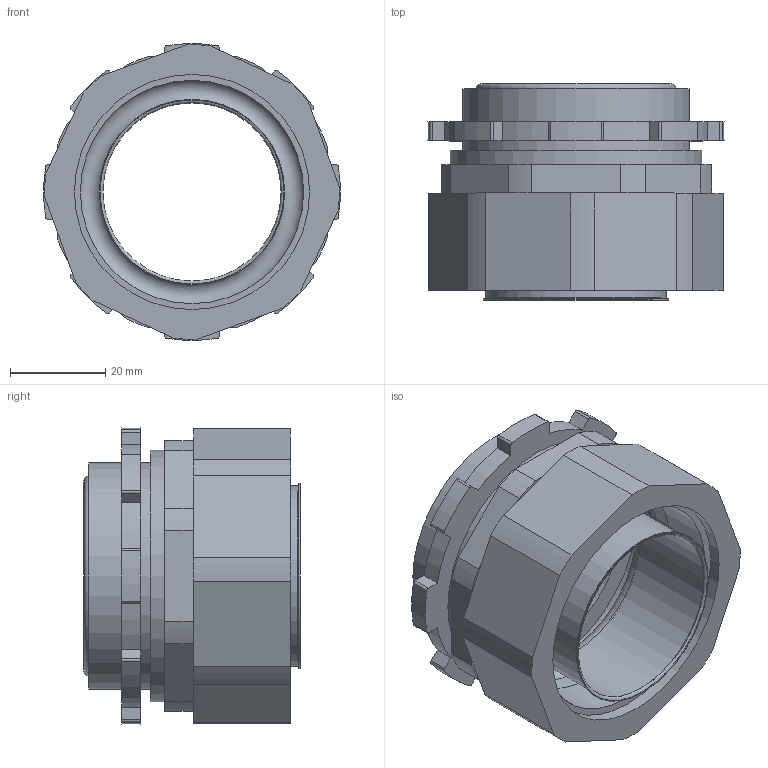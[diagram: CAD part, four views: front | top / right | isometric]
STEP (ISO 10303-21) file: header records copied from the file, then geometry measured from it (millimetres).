
FILE_DESCRIPTION(('STEP AP203'), '1');
FILE_NAME('Ìóôòà ââîäíàÿ äëÿ ìåòàëëîðóêàâà ÂÌ-38 ãàéêà ïîä ðîæêîâûé êëþ÷', '', ('UNSPECIFIED'), ('UNSPECIFIED'), 'ASCON STEP Converter 1.6', 'ASCON Math Kernel', '');
FILE_SCHEMA(('CONFIG_CONTROL_DESIGN'));
Length unit declared in the file: millimetre
Products named in the file (1): -06
Bounding box: 62.4 x 45.5 x 62.4 mm (x, y, z)
Volume: 43520.9 mm3; surface area: 45993.3 mm2
Topology: 7 solids, 7 shells, 129 faces, 328 edges, 220 vertices
Faces by surface type: cylinder 67, plane 53, torus 7, cone 2
Full cylindrical faces by diameter (mm): 37.5 x2, 38 x1, 39 x2, 41.5 x1, 45.5 x1, 47 x2, 47.6 x1, 47.803 x1, 48.1 x1, 49.1 x1, 49.5 x1, 50.5 x1, 53 x2, 54.376 x1, 56 x1
Entity records: 4966 total; most frequent: DIRECTION 716, CARTESIAN_POINT 650, ORIENTED_EDGE 600, EDGE_CURVE 300, AXIS2_PLACEMENT_3D 286, VERTEX_POINT 220, EDGE_LOOP 178, CIRCLE 156
